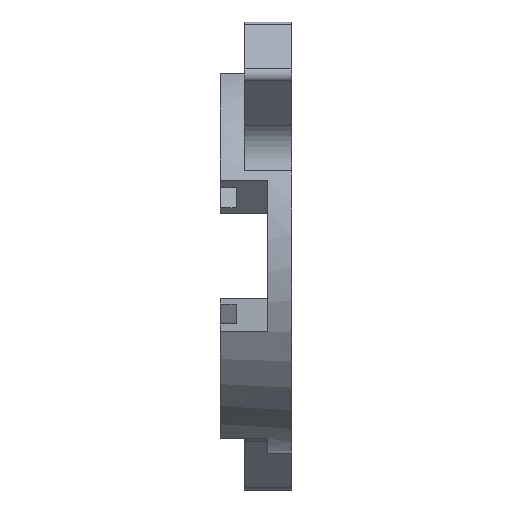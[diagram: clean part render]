
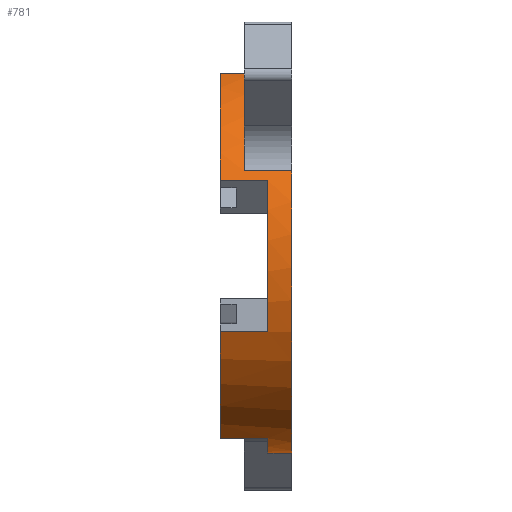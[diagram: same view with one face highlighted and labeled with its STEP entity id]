
A CAD part, left-side view. The second image highlights one B-rep face of the part: STEP entity #781.
In plain terms, the highlighted cylindrical face has radius 25 mm (diameter 50 mm), a partial arc.
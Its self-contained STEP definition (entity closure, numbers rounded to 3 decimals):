
#14 = LINE ( 'NONE', #3127, #2671 ) ;
#15 = CARTESIAN_POINT ( 'NONE',  ( 0., 7., -25. ) ) ;
#36 = EDGE_CURVE ( 'NONE', #3269, #2880, #2425, .T. ) ;
#42 = AXIS2_PLACEMENT_3D ( 'NONE', #1973, #549, #3607 ) ;
#48 = AXIS2_PLACEMENT_3D ( 'NONE', #2264, #574, #2829 ) ;
#64 = CARTESIAN_POINT ( 'NONE',  ( 0., 6., 0. ) ) ;
#67 = VERTEX_POINT ( 'NONE', #1010 ) ;
#71 = CARTESIAN_POINT ( 'NONE',  ( 0., 3., -25. ) ) ;
#114 = EDGE_CURVE ( 'NONE', #2497, #1344, #1933, .T. ) ;
#150 = CARTESIAN_POINT ( 'NONE',  ( -23.097, 3., 9.567 ) ) ;
#166 = CIRCLE ( 'NONE', #396, 25. ) ;
#189 = AXIS2_PLACEMENT_3D ( 'NONE', #1890, #3003, #479 ) ;
#196 = EDGE_LOOP ( 'NONE', ( #2938, #1530, #1198, #586, #1757, #2332, #1809, #767, #1181, #1742, #3193, #1596, #1462, #3384, #3563, #1201 ) ) ;
#198 = EDGE_CURVE ( 'NONE', #3595, #3035, #306, .T. ) ;
#216 = AXIS2_PLACEMENT_3D ( 'NONE', #837, #2844, #2806 ) ;
#242 = CARTESIAN_POINT ( 'NONE',  ( 0., 7., 0. ) ) ;
#287 = EDGE_CURVE ( 'NONE', #3035, #2544, #166, .T. ) ;
#306 = LINE ( 'NONE', #15, #3229 ) ;
#316 = CARTESIAN_POINT ( 'NONE',  ( -9.567, 3., 23.097 ) ) ;
#348 = VERTEX_POINT ( 'NONE', #1868 ) ;
#356 = LINE ( 'NONE', #3178, #1639 ) ;
#373 = LINE ( 'NONE', #2392, #756 ) ;
#396 = AXIS2_PLACEMENT_3D ( 'NONE', #2313, #417, #2601 ) ;
#407 = VERTEX_POINT ( 'NONE', #2816 ) ;
#417 = DIRECTION ( 'NONE',  ( 0., 1., 0. ) ) ;
#429 = EDGE_CURVE ( 'NONE', #348, #2970, #1399, .T. ) ;
#469 = EDGE_CURVE ( 'NONE', #3208, #407, #3635, .T. ) ;
#479 = DIRECTION ( 'NONE',  ( 0., 0., 1. ) ) ;
#495 = EDGE_CURVE ( 'NONE', #2915, #2477, #356, .T. ) ;
#549 = DIRECTION ( 'NONE',  ( 0., 1., 0. ) ) ;
#574 = DIRECTION ( 'NONE',  ( 0., 1., 0. ) ) ;
#586 = ORIENTED_EDGE ( 'NONE', *, *, #429, .F. ) ;
#678 = LINE ( 'NONE', #1229, #2997 ) ;
#686 = DIRECTION ( 'NONE',  ( 0., 1., 0. ) ) ;
#739 = CARTESIAN_POINT ( 'NONE',  ( -9.567, 3., -23.097 ) ) ;
#756 = VECTOR ( 'NONE', #686, 1000. ) ;
#767 = ORIENTED_EDGE ( 'NONE', *, *, #1057, .F. ) ;
#781 = ADVANCED_FACE ( 'NONE', ( #2796 ), #2283, .T. ) ;
#837 = CARTESIAN_POINT ( 'NONE',  ( 0., 3., 0. ) ) ;
#869 = EDGE_CURVE ( 'NONE', #2497, #2970, #373, .T. ) ;
#892 = EDGE_CURVE ( 'NONE', #67, #348, #3562, .T. ) ;
#897 = CARTESIAN_POINT ( 'NONE',  ( 0., 0., -25. ) ) ;
#899 = VERTEX_POINT ( 'NONE', #3215 ) ;
#955 = CARTESIAN_POINT ( 'NONE',  ( -10.774, 7., 22.559 ) ) ;
#1008 = EDGE_CURVE ( 'NONE', #407, #1730, #2450, .T. ) ;
#1010 = CARTESIAN_POINT ( 'NONE',  ( -23.097, 3., 9.567 ) ) ;
#1051 = DIRECTION ( 'NONE',  ( 0., 0., 1. ) ) ;
#1057 = EDGE_CURVE ( 'NONE', #2477, #2880, #2297, .T. ) ;
#1096 = DIRECTION ( 'NONE',  ( 0., -1., 0. ) ) ;
#1105 = VECTOR ( 'NONE', #2101, 1000. ) ;
#1122 = EDGE_CURVE ( 'NONE', #3595, #2915, #2647, .T. ) ;
#1181 = ORIENTED_EDGE ( 'NONE', *, *, #495, .F. ) ;
#1198 = ORIENTED_EDGE ( 'NONE', *, *, #869, .T. ) ;
#1201 = ORIENTED_EDGE ( 'NONE', *, *, #3540, .T. ) ;
#1229 = CARTESIAN_POINT ( 'NONE',  ( -22.559, 7., 10.774 ) ) ;
#1295 = CARTESIAN_POINT ( 'NONE',  ( -23.097, 3., -9.567 ) ) ;
#1344 = VERTEX_POINT ( 'NONE', #1642 ) ;
#1399 = CIRCLE ( 'NONE', #42, 25. ) ;
#1440 = EDGE_CURVE ( 'NONE', #2544, #3208, #678, .T. ) ;
#1462 = ORIENTED_EDGE ( 'NONE', *, *, #1440, .T. ) ;
#1468 = DIRECTION ( 'NONE',  ( 0., 1., 0. ) ) ;
#1485 = CIRCLE ( 'NONE', #189, 25. ) ;
#1526 = CARTESIAN_POINT ( 'NONE',  ( -22.559, 6., 10.774 ) ) ;
#1530 = ORIENTED_EDGE ( 'NONE', *, *, #114, .F. ) ;
#1562 = DIRECTION ( 'NONE',  ( 1., 0., 0. ) ) ;
#1596 = ORIENTED_EDGE ( 'NONE', *, *, #287, .T. ) ;
#1639 = VECTOR ( 'NONE', #2594, 1000. ) ;
#1643 = AXIS2_PLACEMENT_3D ( 'NONE', #2499, #3578, #1051 ) ;
#1642 = CARTESIAN_POINT ( 'NONE',  ( 0., 3., 25. ) ) ;
#1730 = VERTEX_POINT ( 'NONE', #2524 ) ;
#1742 = ORIENTED_EDGE ( 'NONE', *, *, #1122, .F. ) ;
#1757 = ORIENTED_EDGE ( 'NONE', *, *, #892, .F. ) ;
#1809 = ORIENTED_EDGE ( 'NONE', *, *, #36, .T. ) ;
#1868 = CARTESIAN_POINT ( 'NONE',  ( -23.097, 9., 9.567 ) ) ;
#1890 = CARTESIAN_POINT ( 'NONE',  ( 0., 0., 0. ) ) ;
#1933 = CIRCLE ( 'NONE', #216, 25. ) ;
#1949 = EDGE_CURVE ( 'NONE', #3269, #67, #2012, .T. ) ;
#1951 = CARTESIAN_POINT ( 'NONE',  ( -22.559, 0., 10.774 ) ) ;
#1973 = CARTESIAN_POINT ( 'NONE',  ( 0., 9., 0. ) ) ;
#1995 = DIRECTION ( 'NONE',  ( 0., -1., 0. ) ) ;
#2012 = CIRCLE ( 'NONE', #3358, 25. ) ;
#2071 = DIRECTION ( 'NONE',  ( 0., 1., 0. ) ) ;
#2101 = DIRECTION ( 'NONE',  ( 0., -1., 0. ) ) ;
#2140 = CARTESIAN_POINT ( 'NONE',  ( -9.567, 9., 23.097 ) ) ;
#2172 = DIRECTION ( 'NONE',  ( 0., 1., 0. ) ) ;
#2186 = VECTOR ( 'NONE', #2957, 1000. ) ;
#2264 = CARTESIAN_POINT ( 'NONE',  ( 0., 3., 0. ) ) ;
#2283 = CYLINDRICAL_SURFACE ( 'NONE', #2874, 25. ) ;
#2297 = CIRCLE ( 'NONE', #1643, 25. ) ;
#2313 = CARTESIAN_POINT ( 'NONE',  ( 0., 0., 0. ) ) ;
#2328 = CARTESIAN_POINT ( 'NONE',  ( -23.097, 3., -9.567 ) ) ;
#2332 = ORIENTED_EDGE ( 'NONE', *, *, #1949, .F. ) ;
#2392 = CARTESIAN_POINT ( 'NONE',  ( -9.567, 3., 23.097 ) ) ;
#2425 = LINE ( 'NONE', #1295, #3290 ) ;
#2450 = LINE ( 'NONE', #955, #1105 ) ;
#2477 = VERTEX_POINT ( 'NONE', #2867 ) ;
#2497 = VERTEX_POINT ( 'NONE', #316 ) ;
#2499 = CARTESIAN_POINT ( 'NONE',  ( 0., 9., 0. ) ) ;
#2524 = CARTESIAN_POINT ( 'NONE',  ( -10.774, 0., 22.559 ) ) ;
#2544 = VERTEX_POINT ( 'NONE', #1951 ) ;
#2594 = DIRECTION ( 'NONE',  ( 0., 1., 0. ) ) ;
#2601 = DIRECTION ( 'NONE',  ( 0., 0., 1. ) ) ;
#2647 = CIRCLE ( 'NONE', #48, 25. ) ;
#2671 = VECTOR ( 'NONE', #1995, 1000. ) ;
#2796 = FACE_OUTER_BOUND ( 'NONE', #196, .T. ) ;
#2806 = DIRECTION ( 'NONE',  ( 0., 0., -1. ) ) ;
#2816 = CARTESIAN_POINT ( 'NONE',  ( -10.774, 6., 22.559 ) ) ;
#2829 = DIRECTION ( 'NONE',  ( 0., 0., 1. ) ) ;
#2844 = DIRECTION ( 'NONE',  ( 0., 1., 0. ) ) ;
#2867 = CARTESIAN_POINT ( 'NONE',  ( -9.567, 9., -23.097 ) ) ;
#2874 = AXIS2_PLACEMENT_3D ( 'NONE', #242, #3069, #3087 ) ;
#2880 = VERTEX_POINT ( 'NONE', #2971 ) ;
#2915 = VERTEX_POINT ( 'NONE', #739 ) ;
#2938 = ORIENTED_EDGE ( 'NONE', *, *, #3579, .F. ) ;
#2957 = DIRECTION ( 'NONE',  ( 0., 1., 0. ) ) ;
#2970 = VERTEX_POINT ( 'NONE', #2140 ) ;
#2971 = CARTESIAN_POINT ( 'NONE',  ( -23.097, 9., -9.567 ) ) ;
#2997 = VECTOR ( 'NONE', #2071, 1000. ) ;
#3003 = DIRECTION ( 'NONE',  ( 0., 1., 0. ) ) ;
#3035 = VERTEX_POINT ( 'NONE', #897 ) ;
#3069 = DIRECTION ( 'NONE',  ( 0., -1., 0. ) ) ;
#3087 = DIRECTION ( 'NONE',  ( 0., 0., -1. ) ) ;
#3127 = CARTESIAN_POINT ( 'NONE',  ( 0., 7., 25. ) ) ;
#3178 = CARTESIAN_POINT ( 'NONE',  ( -9.567, 3., -23.097 ) ) ;
#3193 = ORIENTED_EDGE ( 'NONE', *, *, #198, .T. ) ;
#3208 = VERTEX_POINT ( 'NONE', #1526 ) ;
#3215 = CARTESIAN_POINT ( 'NONE',  ( 0., 0., 25. ) ) ;
#3229 = VECTOR ( 'NONE', #1096, 1000. ) ;
#3233 = AXIS2_PLACEMENT_3D ( 'NONE', #64, #1468, #3490 ) ;
#3262 = DIRECTION ( 'NONE',  ( 0., 1., 0. ) ) ;
#3269 = VERTEX_POINT ( 'NONE', #2328 ) ;
#3290 = VECTOR ( 'NONE', #2172, 1000. ) ;
#3358 = AXIS2_PLACEMENT_3D ( 'NONE', #3525, #3262, #1562 ) ;
#3384 = ORIENTED_EDGE ( 'NONE', *, *, #469, .T. ) ;
#3490 = DIRECTION ( 'NONE',  ( 0., 0., 1. ) ) ;
#3525 = CARTESIAN_POINT ( 'NONE',  ( 0., 3., 0. ) ) ;
#3540 = EDGE_CURVE ( 'NONE', #1730, #899, #1485, .T. ) ;
#3562 = LINE ( 'NONE', #150, #2186 ) ;
#3563 = ORIENTED_EDGE ( 'NONE', *, *, #1008, .T. ) ;
#3578 = DIRECTION ( 'NONE',  ( 0., 1., 0. ) ) ;
#3579 = EDGE_CURVE ( 'NONE', #1344, #899, #14, .T. ) ;
#3595 = VERTEX_POINT ( 'NONE', #71 ) ;
#3607 = DIRECTION ( 'NONE',  ( 0., 0., 1. ) ) ;
#3635 = CIRCLE ( 'NONE', #3233, 25. ) ;
